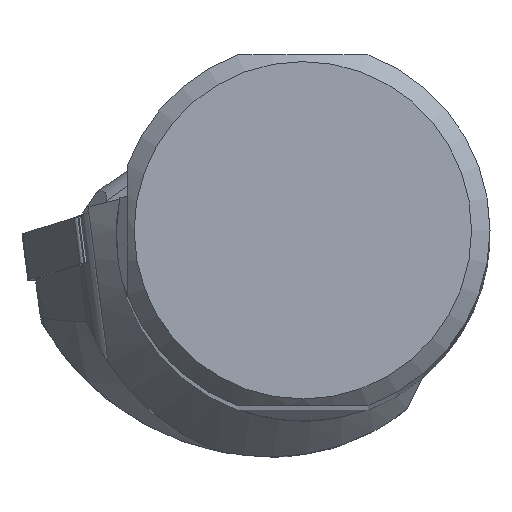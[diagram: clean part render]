
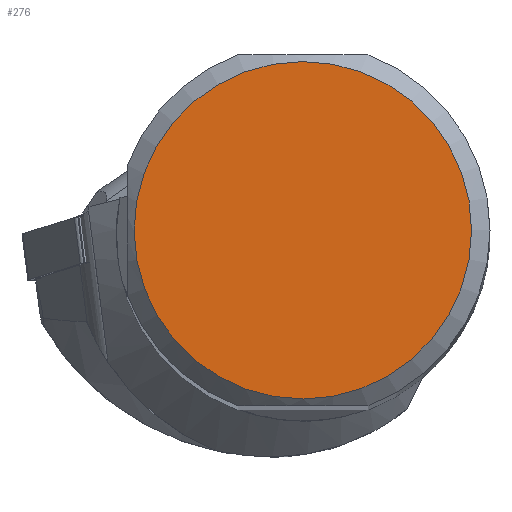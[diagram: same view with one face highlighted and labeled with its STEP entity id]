
A CAD part, top view. The second image highlights one B-rep face of the part: STEP entity #276.
In plain terms, the highlighted planar face has unit normal (0, 0, 1).
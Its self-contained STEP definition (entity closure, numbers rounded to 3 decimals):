
#192=FACE_OUTER_BOUND('',#703,.T.);
#276=ADVANCED_FACE('CU_SU_BP3',(#192),#339,.T.);
#339=PLANE('',#1820);
#703=EDGE_LOOP('',(#962));
#962=ORIENTED_EDGE('',*,*,#1515,.T.);
#1323=VERTEX_POINT('',#2777);
#1515=EDGE_CURVE('',#1323,#1323,#1635,.T.);
#1635=CIRCLE('',#1818,22.888);
#1818=AXIS2_PLACEMENT_3D('',#2776,#2154,#2155);
#1820=AXIS2_PLACEMENT_3D('',#2779,#2158,#2159);
#2154=DIRECTION('',(0.,0.,1.));
#2155=DIRECTION('',(1.,0.,0.));
#2158=DIRECTION('',(0.,0.,1.));
#2159=DIRECTION('',(1.,0.,0.));
#2776=CARTESIAN_POINT('',(0.,0.,0.));
#2777=CARTESIAN_POINT('',(22.888,0.,0.));
#2779=CARTESIAN_POINT('',(0.,0.,
0.));
